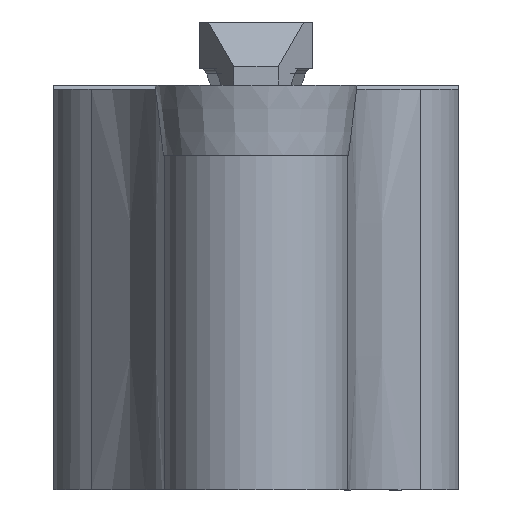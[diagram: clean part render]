
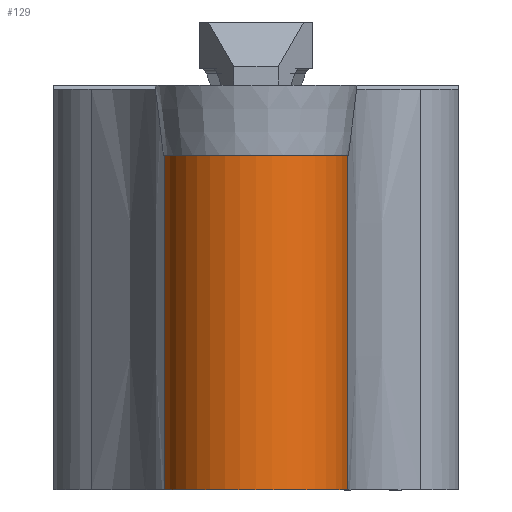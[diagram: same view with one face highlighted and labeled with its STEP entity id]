
A CAD part, left-side view. The second image highlights one B-rep face of the part: STEP entity #129.
In plain terms, the highlighted cylindrical face has radius 7.267 mm (diameter 14.535 mm), a partial arc.
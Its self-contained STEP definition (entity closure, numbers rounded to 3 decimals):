
#105=CYLINDRICAL_SURFACE('',#669,7.267);
#112=CIRCLE('',#667,7.267);
#113=CIRCLE('',#668,7.267);
#129=ADVANCED_FACE('',(#167),#105,.T.);
#167=FACE_OUTER_BOUND('',#199,.T.);
#199=EDGE_LOOP('',(#344,#345,#346,#347));
#234=LINE('',#893,#284);
#236=LINE('',#912,#287);
#284=VECTOR('',#721,1.);
#287=VECTOR('',#726,1.);
#344=ORIENTED_EDGE('',*,*,#574,.F.);
#345=ORIENTED_EDGE('',*,*,#575,.T.);
#346=ORIENTED_EDGE('',*,*,#576,.F.);
#347=ORIENTED_EDGE('',*,*,#570,.F.);
#512=VERTEX_POINT('',#892);
#513=VERTEX_POINT('',#894);
#516=VERTEX_POINT('',#911);
#517=VERTEX_POINT('',#913);
#570=EDGE_CURVE('',#512,#513,#234,.T.);
#574=EDGE_CURVE('',#516,#512,#112,.T.);
#575=EDGE_CURVE('',#516,#517,#236,.T.);
#576=EDGE_CURVE('',#513,#517,#113,.T.);
#667=AXIS2_PLACEMENT_3D('',#910,#724,#725);
#668=AXIS2_PLACEMENT_3D('',#914,#727,#728);
#669=AXIS2_PLACEMENT_3D('',#915,#729,#730);
#721=DIRECTION('',(0.,0.,-1.));
#724=DIRECTION('',(0.,0.,1.));
#725=DIRECTION('',(1.,0.,0.));
#726=DIRECTION('',(0.,0.,-1.));
#727=DIRECTION('',(0.,0.,-1.));
#728=DIRECTION('',(1.,0.,0.));
#729=DIRECTION('',(0.,0.,1.));
#730=DIRECTION('',(1.,0.,0.));
#892=CARTESIAN_POINT('',(8.,-7.267,-5.56));
#893=CARTESIAN_POINT('',(8.,-7.267,-35.));
#894=CARTESIAN_POINT('',(8.,-7.267,-32.));
#910=CARTESIAN_POINT('',(8.,0.,-5.56));
#911=CARTESIAN_POINT('',(8.,7.267,-5.56));
#912=CARTESIAN_POINT('',(8.,7.267,-35.));
#913=CARTESIAN_POINT('',(8.,7.267,-32.));
#914=CARTESIAN_POINT('',(8.,0.,-32.));
#915=CARTESIAN_POINT('',(8.,0.,-35.));
